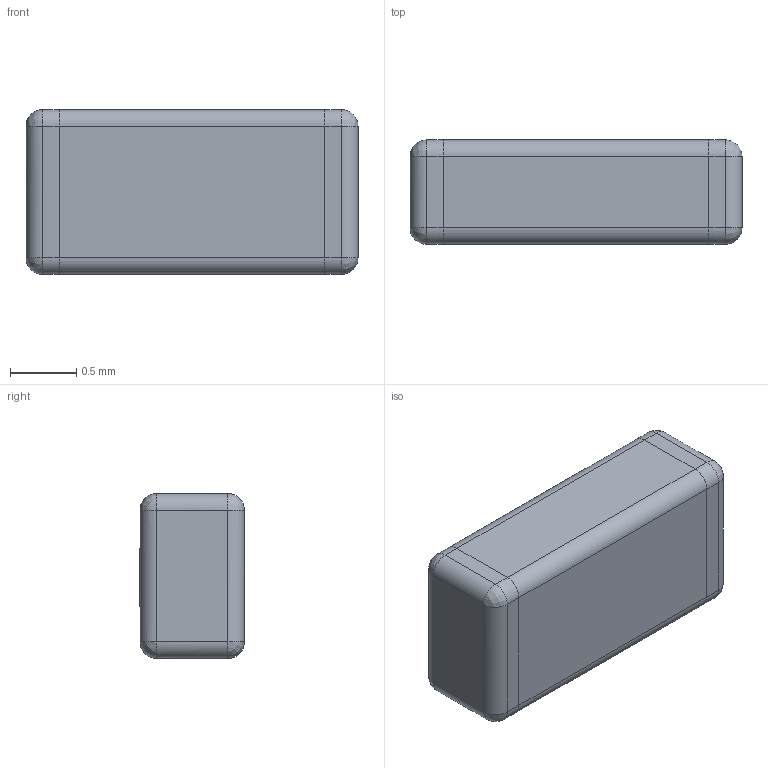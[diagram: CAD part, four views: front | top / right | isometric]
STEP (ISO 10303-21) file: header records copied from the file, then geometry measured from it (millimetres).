
FILE_DESCRIPTION (( 'STEP AP214' ), '1' );
FILE_NAME ('User Library-0805(2012M) Cap.STEP', '2013-04-17T04:43:36', ( 'Windows User' ), ( '' ), 'SwSTEP 2.0', 'SolidWorks 2013', '' );
FILE_SCHEMA (( 'AUTOMOTIVE_DESIGN' ));
Length unit declared in the file: inch
Products named in the file (1): User Library-0805(2012M) Cap
Bounding box: 2.51 x 0.79 x 1.24 mm (x, y, z)
Volume: 2.4 mm3; surface area: 15 mm2
Topology: 3 solids, 3 shells, 121 faces, 305 edges, 190 vertices
Faces by surface type: bspline 63, plane 38, cylinder 20
Entity records: 8260 total; most frequent: CARTESIAN_POINT 4216, ORIENTED_EDGE 594, DIRECTION 297, EDGE_CURVE 297, VERTEX_POINT 190, VECTOR 147, LINE 147, B_SPLINE_CURVE_WITH_KNOTS 134
